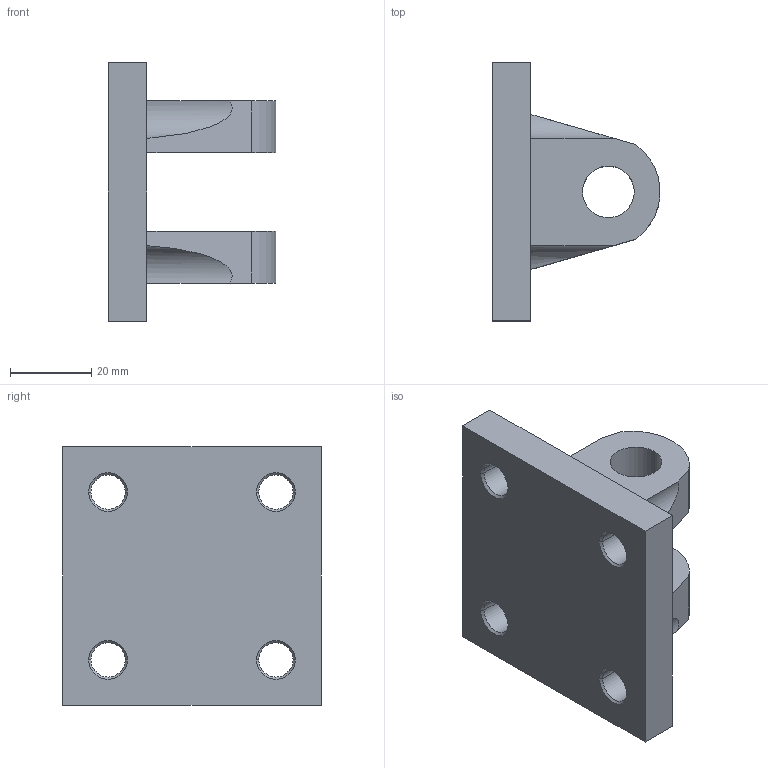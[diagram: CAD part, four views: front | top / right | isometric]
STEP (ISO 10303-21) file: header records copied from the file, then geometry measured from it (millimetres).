
FILE_DESCRIPTION((''),'2;1');
FILE_NAME('A500-001','2018-08-01T',('MeFernandez'),('ASCO Numatics'),'PRO/ENGINEER BY PARAMETRIC TECHNOLOGY CORPORATION, 2017170','PRO/ENGINEER BY PARAMETRIC TECHNOLOGY CORPORATION, 2017170','');
FILE_SCHEMA(('CONFIG_CONTROL_DESIGN'));
Length unit declared in the file: inch
Products named in the file (1): A500-001
Bounding box: 41.22 x 63.5 x 63.5 mm (x, y, z)
Volume: 53968.2 mm3; surface area: 16135.9 mm2
Topology: 1 solids, 1 shells, 48 faces, 116 edges, 72 vertices
Faces by surface type: cylinder 18, cone 16, plane 14
Entity records: 1504 total; most frequent: CARTESIAN_POINT 284, DIRECTION 256, ORIENTED_EDGE 232, EDGE_CURVE 116, AXIS2_PLACEMENT_3D 96, VERTEX_POINT 72, VECTOR 64, LINE 64
